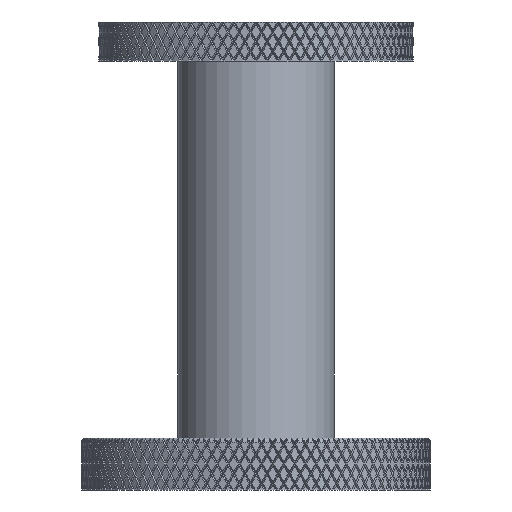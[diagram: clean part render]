
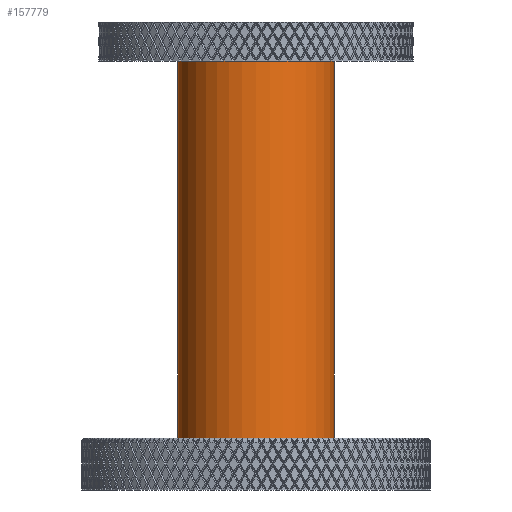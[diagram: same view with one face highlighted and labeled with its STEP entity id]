
A CAD part, left-side view. The second image highlights one B-rep face of the part: STEP entity #157779.
In plain terms, the highlighted cylindrical face has radius 9.995 mm (diameter 19.99 mm), a partial arc.
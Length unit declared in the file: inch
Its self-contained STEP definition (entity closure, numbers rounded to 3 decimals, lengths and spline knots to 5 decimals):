
#23569=CARTESIAN_POINT('',(0.,0.,0.26));
#23570=DIRECTION('',(0.,0.,-1.));
#23571=DIRECTION('',(0.,-1.,0.));
#23572=AXIS2_PLACEMENT_3D('',#23569,#23570,#23571);
#41006=CARTESIAN_POINT('',(0.,0.,2.15));
#41007=DIRECTION('',(0.,0.,-1.));
#41008=DIRECTION('',(0.,-1.,0.));
#41009=AXIS2_PLACEMENT_3D('',#41006,#41007,#41008);
#41011=DIRECTION('',(0.,0.,-1.));
#41012=VECTOR('',#41011,1.89);
#41013=CARTESIAN_POINT('',(0.,-0.3935,2.15));
#41014=LINE('',#41013,#41012);
#72172=DIRECTION('',(0.,0.,1.));
#72173=VECTOR('',#72172,1.89);
#72174=CARTESIAN_POINT('',(0.,0.3935,0.26));
#72175=LINE('',#72174,#72173);
#76005=CARTESIAN_POINT('',(0.,-0.3935,0.26));
#76006=CARTESIAN_POINT('',(0.,0.3935,0.26));
#76007=VERTEX_POINT('',#76005);
#76008=VERTEX_POINT('',#76006);
#78913=CARTESIAN_POINT('',(0.,-0.3935,2.15));
#78914=CARTESIAN_POINT('',(0.,0.3935,2.15));
#78915=VERTEX_POINT('',#78913);
#78916=VERTEX_POINT('',#78914);
#157765=CARTESIAN_POINT('',(0.,0.,2.2485));
#157766=DIRECTION('',(0.,0.,-1.));
#157767=DIRECTION('',(0.,1.,0.));
#157768=AXIS2_PLACEMENT_3D('',#157765,#157766,#157767);
#157769=CYLINDRICAL_SURFACE('',#157768,0.3935);
#157771=ORIENTED_EDGE('',*,*,#157770,.F.);
#157773=ORIENTED_EDGE('',*,*,#157772,.T.);
#157774=ORIENTED_EDGE('',*,*,#122149,.T.);
#157776=ORIENTED_EDGE('',*,*,#157775,.T.);
#157777=EDGE_LOOP('',(#157771,#157773,#157774,#157776));
#157778=FACE_OUTER_BOUND('',#157777,.F.);
#157779=ADVANCED_FACE('',(#157778),#157769,.T.);
#23573=CIRCLE('',#23572,0.3935);
#41010=CIRCLE('',#41009,0.3935);
#122149=EDGE_CURVE('',#76007,#76008,#23573,.T.);
#157770=EDGE_CURVE('',#78915,#78916,#41010,.T.);
#157772=EDGE_CURVE('',#78915,#76007,#41014,.T.);
#157775=EDGE_CURVE('',#76008,#78916,#72175,.T.);
